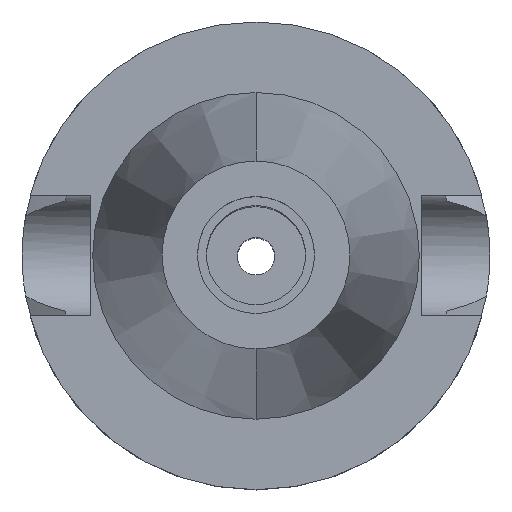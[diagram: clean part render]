
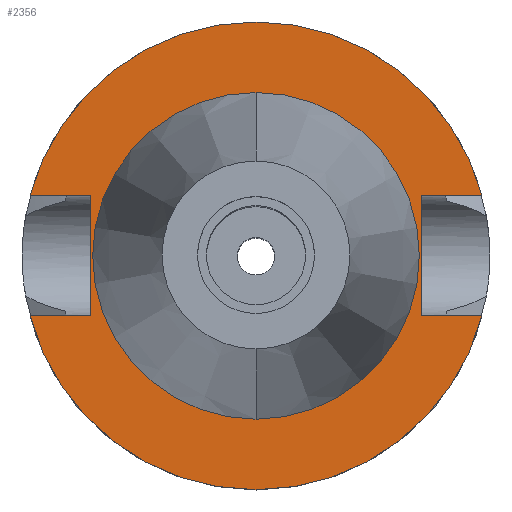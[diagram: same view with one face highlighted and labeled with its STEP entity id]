
A CAD part, top view. The second image highlights one B-rep face of the part: STEP entity #2356.
In plain terms, the highlighted planar face has unit normal (0, 0, 1).
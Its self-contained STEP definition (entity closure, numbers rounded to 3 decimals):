
#916=DIRECTION('',(1.,0.,0.));
#917=VECTOR('',#916,12.921);
#918=CARTESIAN_POINT('',(35.4,12.85,-1.5));
#919=LINE('',#918,#917);
#963=DIRECTION('',(0.,1.,0.));
#964=VECTOR('',#963,25.7);
#965=CARTESIAN_POINT('',(-35.4,-12.85,-1.5));
#966=LINE('',#965,#964);
#970=DIRECTION('',(-1.,0.,0.));
#971=VECTOR('',#970,12.921);
#972=CARTESIAN_POINT('',(-35.4,12.85,-1.5));
#973=LINE('',#972,#971);
#977=CARTESIAN_POINT('',(0.,0.,-1.5));
#978=DIRECTION('',(0.,0.,-1.));
#979=DIRECTION('',(-0.966,0.257,0.));
#980=AXIS2_PLACEMENT_3D('',#977,#978,#979);
#985=CARTESIAN_POINT('',(0.,0.,-1.5));
#986=DIRECTION('',(0.,0.,-1.));
#987=DIRECTION('',(0.,1.,0.));
#988=AXIS2_PLACEMENT_3D('',#985,#986,#987);
#993=DIRECTION('',(0.,-1.,0.));
#994=VECTOR('',#993,25.7);
#995=CARTESIAN_POINT('',(35.4,12.85,-1.5));
#996=LINE('',#995,#994);
#1000=DIRECTION('',(1.,0.,0.));
#1001=VECTOR('',#1000,12.921);
#1002=CARTESIAN_POINT('',(35.4,-12.85,-1.5));
#1003=LINE('',#1002,#1001);
#1007=CARTESIAN_POINT('',(0.,0.,-1.5));
#1008=DIRECTION('',(0.,0.,-1.));
#1009=DIRECTION('',(0.966,-0.257,0.));
#1010=AXIS2_PLACEMENT_3D('',#1007,#1008,#1009);
#1015=CARTESIAN_POINT('',(0.,0.,-1.5));
#1016=DIRECTION('',(0.,0.,-1.));
#1017=DIRECTION('',(0.,-1.,0.));
#1018=AXIS2_PLACEMENT_3D('',#1015,#1016,#1017);
#1023=CARTESIAN_POINT('',(0.,0.,-1.5));
#1024=DIRECTION('',(0.,0.,1.));
#1025=DIRECTION('',(0.,-1.,0.));
#1026=AXIS2_PLACEMENT_3D('',#1023,#1024,#1025);
#1031=CARTESIAN_POINT('',(0.,0.,-1.5));
#1032=DIRECTION('',(0.,0.,1.));
#1033=DIRECTION('',(0.,1.,0.));
#1034=AXIS2_PLACEMENT_3D('',#1031,#1032,#1033);
#1069=DIRECTION('',(-1.,0.,0.));
#1070=VECTOR('',#1069,12.921);
#1071=CARTESIAN_POINT('',(-35.4,-12.85,-1.5));
#1072=LINE('',#1071,#1070);
#1463=CARTESIAN_POINT('',(-35.4,-12.85,-1.5));
#1464=VERTEX_POINT('',#1463);
#1465=CARTESIAN_POINT('',(-48.321,-12.85,-1.5));
#1466=VERTEX_POINT('',#1465);
#1469=CARTESIAN_POINT('',(-35.4,12.85,-1.5));
#1470=VERTEX_POINT('',#1469);
#1471=CARTESIAN_POINT('',(-48.321,12.85,-1.5));
#1472=VERTEX_POINT('',#1471);
#1473=CARTESIAN_POINT('',(0.,50.,-1.5));
#1474=CARTESIAN_POINT('',(48.321,12.85,-1.5));
#1475=VERTEX_POINT('',#1473);
#1476=VERTEX_POINT('',#1474);
#1477=CARTESIAN_POINT('',(35.4,12.85,-1.5));
#1478=VERTEX_POINT('',#1477);
#1479=CARTESIAN_POINT('',(35.4,-12.85,-1.5));
#1480=VERTEX_POINT('',#1479);
#1481=CARTESIAN_POINT('',(48.321,-12.85,-1.5));
#1482=VERTEX_POINT('',#1481);
#1483=CARTESIAN_POINT('',(0.,-50.,-1.5));
#1484=VERTEX_POINT('',#1483);
#1485=CARTESIAN_POINT('',(0.,-34.925,-1.5));
#1486=CARTESIAN_POINT('',(0.,34.925,-1.5));
#1487=VERTEX_POINT('',#1485);
#1488=VERTEX_POINT('',#1486);
#2325=CARTESIAN_POINT('',(0.,0.,-1.5));
#2326=DIRECTION('',(0.,0.,-1.));
#2327=DIRECTION('',(0.,-1.,0.));
#2328=AXIS2_PLACEMENT_3D('',#2325,#2326,#2327);
#2329=PLANE('',#2328);
#2331=ORIENTED_EDGE('',*,*,#2330,.T.);
#2333=ORIENTED_EDGE('',*,*,#2332,.T.);
#2335=ORIENTED_EDGE('',*,*,#2334,.T.);
#2337=ORIENTED_EDGE('',*,*,#2336,.T.);
#2338=ORIENTED_EDGE('',*,*,#2301,.F.);
#2339=ORIENTED_EDGE('',*,*,#2315,.T.);
#2341=ORIENTED_EDGE('',*,*,#2340,.T.);
#2343=ORIENTED_EDGE('',*,*,#2342,.T.);
#2345=ORIENTED_EDGE('',*,*,#2344,.T.);
#2347=ORIENTED_EDGE('',*,*,#2346,.F.);
#2348=EDGE_LOOP('',(#2331,#2333,#2335,#2337,#2338,#2339,#2341,#2343,#2345,
#2347));
#2349=FACE_OUTER_BOUND('',#2348,.F.);
#2351=ORIENTED_EDGE('',*,*,#2350,.T.);
#2353=ORIENTED_EDGE('',*,*,#2352,.T.);
#2354=EDGE_LOOP('',(#2351,#2353));
#2355=FACE_BOUND('',#2354,.F.);
#981=CIRCLE('',#980,50.);
#989=CIRCLE('',#988,50.);
#1011=CIRCLE('',#1010,50.);
#1019=CIRCLE('',#1018,50.);
#1027=CIRCLE('',#1026,34.925);
#1035=CIRCLE('',#1034,34.925);
#2301=EDGE_CURVE('',#1478,#1476,#919,.T.);
#2315=EDGE_CURVE('',#1478,#1480,#996,.T.);
#2330=EDGE_CURVE('',#1464,#1470,#966,.T.);
#2332=EDGE_CURVE('',#1470,#1472,#973,.T.);
#2334=EDGE_CURVE('',#1472,#1475,#981,.T.);
#2336=EDGE_CURVE('',#1475,#1476,#989,.T.);
#2340=EDGE_CURVE('',#1480,#1482,#1003,.T.);
#2342=EDGE_CURVE('',#1482,#1484,#1011,.T.);
#2344=EDGE_CURVE('',#1484,#1466,#1019,.T.);
#2346=EDGE_CURVE('',#1464,#1466,#1072,.T.);
#2350=EDGE_CURVE('',#1487,#1488,#1027,.T.);
#2352=EDGE_CURVE('',#1488,#1487,#1035,.T.);
#2356=ADVANCED_FACE('',(#2349,#2355),#2329,.F.);
